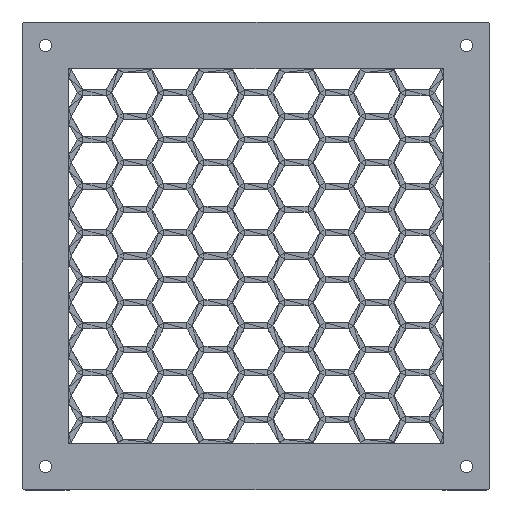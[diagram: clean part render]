
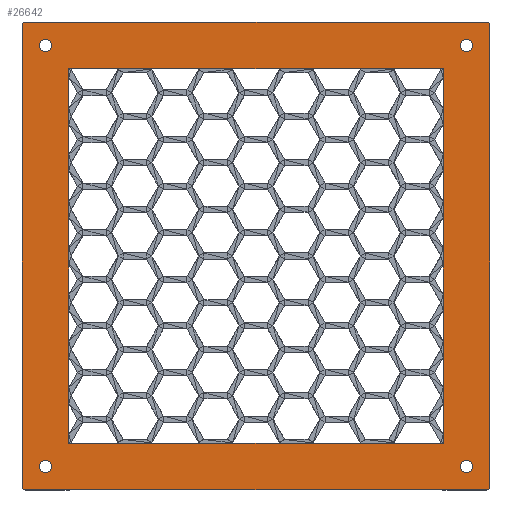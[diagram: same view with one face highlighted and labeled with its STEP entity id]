
A CAD part, top view. The second image highlights one B-rep face of the part: STEP entity #26642.
In plain terms, the highlighted planar face has unit normal (0, 0, 1).
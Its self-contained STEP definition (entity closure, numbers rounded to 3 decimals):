
#39=CIRCLE('',#28509,1.5);
#40=CIRCLE('',#28511,1.5);
#41=CIRCLE('',#28513,1.5);
#42=CIRCLE('',#28515,1.5);
#51=CIRCLE('',#28537,2.6);
#52=CIRCLE('',#28539,2.6);
#53=CIRCLE('',#28541,2.6);
#54=CIRCLE('',#28543,2.6);
#2599=LINE('',#47293,#5187);
#2622=LINE('',#47846,#5210);
#2628=LINE('',#48138,#5216);
#2633=LINE('',#48746,#5221);
#2640=LINE('',#49140,#5228);
#2642=LINE('',#49144,#5230);
#2644=LINE('',#49148,#5232);
#2646=LINE('',#49151,#5234);
#5187=VECTOR('',#34740,10.);
#5210=VECTOR('',#34787,10.);
#5216=VECTOR('',#34799,10.);
#5221=VECTOR('',#34814,10.);
#5228=VECTOR('',#34875,10.);
#5230=VECTOR('',#34879,10.);
#5232=VECTOR('',#34883,10.);
#5234=VECTOR('',#34887,10.);
#7084=PLANE('',#28544);
#7130=FACE_BOUND('',#10950,.T.);
#7131=FACE_BOUND('',#10951,.T.);
#7132=FACE_BOUND('',#10952,.T.);
#7133=FACE_BOUND('',#10953,.T.);
#7134=FACE_BOUND('',#10954,.T.);
#9020=FACE_OUTER_BOUND('',#10949,.T.);
#10949=EDGE_LOOP('',(#24717,#24718,#24719,#24720,#24721,#24722,#24723,#24724));
#10950=EDGE_LOOP('',(#24725));
#10951=EDGE_LOOP('',(#24726));
#10952=EDGE_LOOP('',(#24727));
#10953=EDGE_LOOP('',(#24728));
#10954=EDGE_LOOP('',(#24729,#24730,#24731,#24732));
#13645=VERTEX_POINT('',#47290);
#13646=VERTEX_POINT('',#47292);
#13682=VERTEX_POINT('',#47843);
#13683=VERTEX_POINT('',#47845);
#13688=VERTEX_POINT('',#48135);
#13689=VERTEX_POINT('',#48137);
#13693=VERTEX_POINT('',#48743);
#13694=VERTEX_POINT('',#48745);
#13703=VERTEX_POINT('',#49137);
#13704=VERTEX_POINT('',#49139);
#13705=VERTEX_POINT('',#49143);
#13706=VERTEX_POINT('',#49147);
#13707=VERTEX_POINT('',#49153);
#13708=VERTEX_POINT('',#49157);
#13709=VERTEX_POINT('',#49161);
#13710=VERTEX_POINT('',#49165);
#17285=EDGE_CURVE('',#13646,#13645,#2599,.T.);
#17327=EDGE_CURVE('',#13683,#13682,#2622,.T.);
#17338=EDGE_CURVE('',#13689,#13688,#2628,.T.);
#17349=EDGE_CURVE('',#13694,#13693,#2633,.T.);
#17353=EDGE_CURVE('',#13694,#13682,#39,.T.);
#17354=EDGE_CURVE('',#13646,#13693,#40,.T.);
#17355=EDGE_CURVE('',#13689,#13645,#41,.T.);
#17356=EDGE_CURVE('',#13683,#13688,#42,.T.);
#17370=EDGE_CURVE('',#13704,#13703,#2640,.T.);
#17372=EDGE_CURVE('',#13705,#13704,#2642,.T.);
#17374=EDGE_CURVE('',#13706,#13705,#2644,.T.);
#17376=EDGE_CURVE('',#13703,#13706,#2646,.T.);
#17377=EDGE_CURVE('',#13707,#13707,#51,.T.);
#17379=EDGE_CURVE('',#13708,#13708,#52,.T.);
#17381=EDGE_CURVE('',#13709,#13709,#53,.T.);
#17383=EDGE_CURVE('',#13710,#13710,#54,.T.);
#24717=ORIENTED_EDGE('',*,*,#17353,.F.);
#24718=ORIENTED_EDGE('',*,*,#17349,.T.);
#24719=ORIENTED_EDGE('',*,*,#17354,.F.);
#24720=ORIENTED_EDGE('',*,*,#17285,.T.);
#24721=ORIENTED_EDGE('',*,*,#17355,.F.);
#24722=ORIENTED_EDGE('',*,*,#17338,.T.);
#24723=ORIENTED_EDGE('',*,*,#17356,.F.);
#24724=ORIENTED_EDGE('',*,*,#17327,.T.);
#24725=ORIENTED_EDGE('',*,*,#17383,.T.);
#24726=ORIENTED_EDGE('',*,*,#17381,.T.);
#24727=ORIENTED_EDGE('',*,*,#17379,.T.);
#24728=ORIENTED_EDGE('',*,*,#17377,.T.);
#24729=ORIENTED_EDGE('',*,*,#17376,.T.);
#24730=ORIENTED_EDGE('',*,*,#17374,.T.);
#24731=ORIENTED_EDGE('',*,*,#17372,.T.);
#24732=ORIENTED_EDGE('',*,*,#17370,.T.);
#26642=ADVANCED_FACE('',(#9020,#7130,#7131,#7132,#7133,#7134),#7084,.T.);
#28509=AXIS2_PLACEMENT_3D('',#49101,#34822,#34823);
#28511=AXIS2_PLACEMENT_3D('',#49103,#34826,#34827);
#28513=AXIS2_PLACEMENT_3D('',#49105,#34830,#34831);
#28515=AXIS2_PLACEMENT_3D('',#49107,#34834,#34835);
#28537=AXIS2_PLACEMENT_3D('',#49154,#34890,#34891);
#28539=AXIS2_PLACEMENT_3D('',#49158,#34895,#34896);
#28541=AXIS2_PLACEMENT_3D('',#49162,#34900,#34901);
#28543=AXIS2_PLACEMENT_3D('',#49166,#34905,#34906);
#28544=AXIS2_PLACEMENT_3D('',#49168,#34908,#34909);
#34740=DIRECTION('',(1.,0.,0.));
#34787=DIRECTION('',(-1.,0.,0.));
#34799=DIRECTION('',(0.,1.,0.));
#34814=DIRECTION('',(0.,-1.,0.));
#34822=DIRECTION('center_axis',(0.,0.,-1.));
#34823=DIRECTION('ref_axis',(-0.707,0.707,0.));
#34826=DIRECTION('center_axis',(0.,0.,-1.));
#34827=DIRECTION('ref_axis',(-0.707,-0.707,0.));
#34830=DIRECTION('center_axis',(0.,0.,-1.));
#34831=DIRECTION('ref_axis',(0.707,-0.707,0.));
#34834=DIRECTION('center_axis',(0.,0.,-1.));
#34835=DIRECTION('ref_axis',(0.707,0.707,0.));
#34875=DIRECTION('',(0.,-1.,0.));
#34879=DIRECTION('',(1.,0.,0.));
#34883=DIRECTION('',(0.,1.,0.));
#34887=DIRECTION('',(-1.,0.,0.));
#34890=DIRECTION('center_axis',(0.,0.,-1.));
#34891=DIRECTION('ref_axis',(1.,0.,0.));
#34895=DIRECTION('center_axis',(0.,0.,-1.));
#34896=DIRECTION('ref_axis',(1.,0.,0.));
#34900=DIRECTION('center_axis',(0.,0.,-1.));
#34901=DIRECTION('ref_axis',(1.,0.,0.));
#34905=DIRECTION('center_axis',(0.,0.,-1.));
#34906=DIRECTION('ref_axis',(1.,0.,0.));
#34908=DIRECTION('center_axis',(0.,0.,1.));
#34909=DIRECTION('ref_axis',(1.,0.,0.));
#47290=CARTESIAN_POINT('',(198.5,-200.,6.));
#47292=CARTESIAN_POINT('',(1.5,-200.,6.));
#47293=CARTESIAN_POINT('',(20.,-200.,6.));
#47843=CARTESIAN_POINT('',(1.5,0.,6.));
#47845=CARTESIAN_POINT('',(198.5,0.,6.));
#47846=CARTESIAN_POINT('',(180.,0.,6.));
#48135=CARTESIAN_POINT('',(200.,-1.5,6.));
#48137=CARTESIAN_POINT('',(200.,-198.5,6.));
#48138=CARTESIAN_POINT('',(200.,-180.,6.));
#48743=CARTESIAN_POINT('',(0.,-198.5,6.));
#48745=CARTESIAN_POINT('',(0.,-1.5,6.));
#48746=CARTESIAN_POINT('',(0.,-20.,6.));
#49101=CARTESIAN_POINT('Origin',(1.5,-1.5,6.));
#49103=CARTESIAN_POINT('Origin',(1.5,-198.5,6.));
#49105=CARTESIAN_POINT('Origin',(198.5,-198.5,6.));
#49107=CARTESIAN_POINT('Origin',(198.5,-1.5,6.));
#49137=CARTESIAN_POINT('',(180.,-180.,6.));
#49139=CARTESIAN_POINT('',(180.,-20.,6.));
#49140=CARTESIAN_POINT('',(180.,-20.,6.));
#49143=CARTESIAN_POINT('',(20.,-20.,6.));
#49144=CARTESIAN_POINT('',(20.,-20.,6.));
#49147=CARTESIAN_POINT('',(20.,-180.,6.));
#49148=CARTESIAN_POINT('',(20.,-180.,6.));
#49151=CARTESIAN_POINT('',(180.,-180.,6.));
#49153=CARTESIAN_POINT('',(7.4,-10.,6.));
#49154=CARTESIAN_POINT('Origin',(10.,-10.,6.));
#49157=CARTESIAN_POINT('',(187.4,-10.,6.));
#49158=CARTESIAN_POINT('Origin',(190.,-10.,6.));
#49161=CARTESIAN_POINT('',(7.4,-190.,6.));
#49162=CARTESIAN_POINT('Origin',(10.,-190.,6.));
#49165=CARTESIAN_POINT('',(187.4,-190.,6.));
#49166=CARTESIAN_POINT('Origin',(190.,-190.,6.));
#49168=CARTESIAN_POINT('Origin',(100.,-100.,6.));
